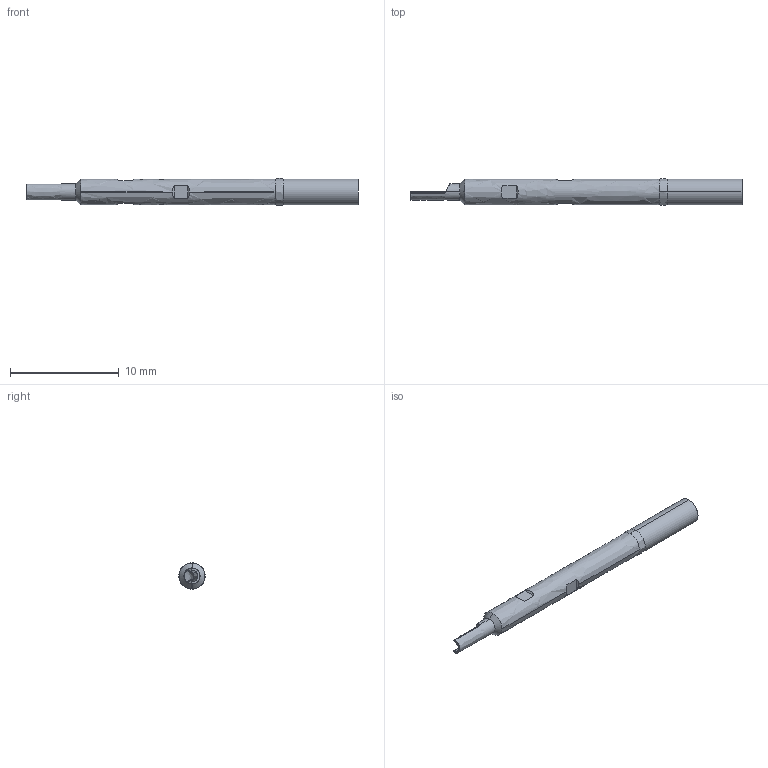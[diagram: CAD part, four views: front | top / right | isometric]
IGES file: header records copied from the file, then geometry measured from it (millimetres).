
Start section: SolidWorks IGES file using analytic representation for surfaces
Global section: file name: SPR-3W-1.IGS; native system: SolidWorks 2014; preprocessor: SolidWorks 2014; author: gzetwo; date: 151130.103048; units: inch
Bounding box: 30.48 x 2.47 x 2.49 mm (x, y, z)
Surface area: 393.4 mm2 (no closed solid volume)
Topology: 0 solids, 0 shells, 82 faces, 707 edges, 703 vertices
Faces by surface type: bspline 60, revolution 22
